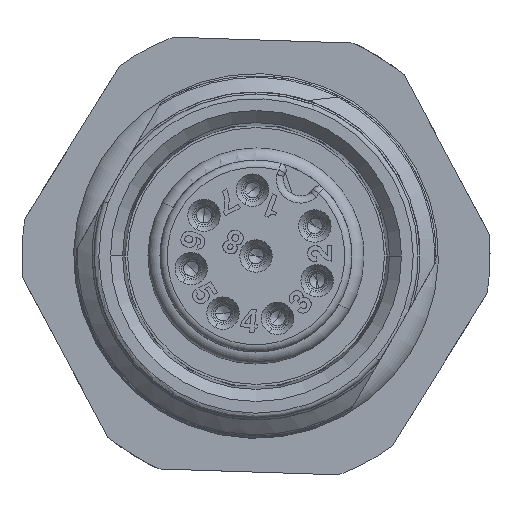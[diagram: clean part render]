
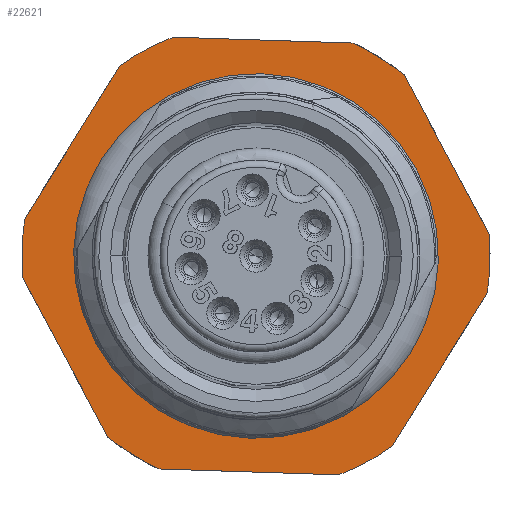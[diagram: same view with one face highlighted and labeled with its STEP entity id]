
A CAD part, front view. The second image highlights one B-rep face of the part: STEP entity #22621.
In plain terms, the highlighted planar face has unit normal (0, -1, 0).
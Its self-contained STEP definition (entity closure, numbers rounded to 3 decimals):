
#22106=CARTESIAN_POINT('',(0.,-4.22,0.));
#22107=DIRECTION('',(0.,1.,0.));
#22108=DIRECTION('',(-0.995,0.,-0.096));
#22109=AXIS2_PLACEMENT_3D('',#22106,#22107,#22108);
#22111=CARTESIAN_POINT('',(0.,-4.22,0.));
#22112=DIRECTION('',(0.,1.,0.));
#22113=DIRECTION('',(-0.999,0.,0.033));
#22114=AXIS2_PLACEMENT_3D('',#22111,#22112,#22113);
#22116=DIRECTION('',(0.528,0.,0.849));
#22117=VECTOR('',#22116,7.5);
#22118=CARTESIAN_POINT('',(-9.623,-4.22,
1.567));
#22119=LINE('',#22118,#22117);
#22120=CARTESIAN_POINT('',(0.,-4.22,0.));
#22121=DIRECTION('',(0.,1.,0.));
#22122=DIRECTION('',(-0.581,0.,0.814));
#22123=AXIS2_PLACEMENT_3D('',#22120,#22121,#22122);
#22125=DIRECTION('',(0.999,0.,-0.033));
#22126=VECTOR('',#22125,7.5);
#22127=CARTESIAN_POINT('',(-3.455,-4.22,
9.117));
#22128=LINE('',#22127,#22126);
#22129=CARTESIAN_POINT('',(0.,-4.22,0.));
#22130=DIRECTION('',(0.,1.,0.));
#22131=DIRECTION('',(0.415,0.,0.91));
#22132=AXIS2_PLACEMENT_3D('',#22129,#22130,#22131);
#22134=DIRECTION('',(0.471,0.,-0.882));
#22135=VECTOR('',#22134,7.5);
#22136=CARTESIAN_POINT('',(6.169,-4.22,
7.55));
#22137=LINE('',#22136,#22135);
#22138=CARTESIAN_POINT('',(0.,-4.22,0.));
#22139=DIRECTION('',(0.,1.,0.));
#22140=DIRECTION('',(0.995,0.,0.096));
#22141=AXIS2_PLACEMENT_3D('',#22138,#22139,#22140);
#22143=CARTESIAN_POINT('',(0.,-4.22,0.));
#22144=DIRECTION('',(0.,1.,0.));
#22145=DIRECTION('',(0.999,0.,-0.033));
#22146=AXIS2_PLACEMENT_3D('',#22143,#22144,#22145);
#22148=DIRECTION('',(-0.528,0.,-0.849));
#22149=VECTOR('',#22148,7.5);
#22150=CARTESIAN_POINT('',(9.623,-4.22,
-1.567));
#22151=LINE('',#22150,#22149);
#22152=CARTESIAN_POINT('',(0.,-4.22,0.));
#22153=DIRECTION('',(0.,1.,0.));
#22154=DIRECTION('',(0.581,0.,-0.814));
#22155=AXIS2_PLACEMENT_3D('',#22152,#22153,#22154);
#22157=DIRECTION('',(-0.999,0.,0.033));
#22158=VECTOR('',#22157,7.5);
#22159=CARTESIAN_POINT('',(3.455,-4.22,
-9.117));
#22160=LINE('',#22159,#22158);
#22161=CARTESIAN_POINT('',(0.,-4.22,0.));
#22162=DIRECTION('',(0.,1.,0.));
#22163=DIRECTION('',(-0.415,0.,-0.91));
#22164=AXIS2_PLACEMENT_3D('',#22161,#22162,#22163);
#22166=DIRECTION('',(-0.471,0.,0.882));
#22167=VECTOR('',#22166,7.5);
#22168=CARTESIAN_POINT('',(-6.169,-4.22,
-7.55));
#22169=LINE('',#22168,#22167);
#22170=CARTESIAN_POINT('',(0.,-4.22,0.));
#22171=DIRECTION('',(0.,-1.,0.));
#22172=DIRECTION('',(0.999,0.,-0.033));
#22173=AXIS2_PLACEMENT_3D('',#22170,#22171,#22172);
#22175=CARTESIAN_POINT('',(0.,-4.22,0.));
#22176=DIRECTION('',(0.,-1.,0.));
#22177=DIRECTION('',(-0.999,0.,0.033));
#22178=AXIS2_PLACEMENT_3D('',#22175,#22176,#22177);
#22452=CARTESIAN_POINT('',(5.663,-4.22,
-7.936));
#22453=VERTEX_POINT('',#22452);
#22454=CARTESIAN_POINT('',(9.623,-4.22,
-1.567));
#22455=VERTEX_POINT('',#22454);
#22488=CARTESIAN_POINT('',(-9.705,-4.22,
-0.936));
#22489=VERTEX_POINT('',#22488);
#22490=CARTESIAN_POINT('',(-6.169,-4.22,
-7.55));
#22491=VERTEX_POINT('',#22490);
#22496=CARTESIAN_POINT('',(-5.663,-4.22,
7.936));
#22497=VERTEX_POINT('',#22496);
#22498=CARTESIAN_POINT('',(-9.623,-4.22,
1.567));
#22499=VERTEX_POINT('',#22498);
#22502=CARTESIAN_POINT('',(4.041,-4.22,
8.873));
#22503=VERTEX_POINT('',#22502);
#22504=CARTESIAN_POINT('',(-3.455,-4.22,
9.117));
#22505=VERTEX_POINT('',#22504);
#22510=CARTESIAN_POINT('',(6.169,-4.22,
7.55));
#22511=VERTEX_POINT('',#22510);
#22512=CARTESIAN_POINT('',(9.705,-4.22,
0.936));
#22513=VERTEX_POINT('',#22512);
#22514=CARTESIAN_POINT('',(9.745,-4.22,
-0.318));
#22515=VERTEX_POINT('',#22514);
#22516=CARTESIAN_POINT('',(-9.745,-4.22,
0.318));
#22517=VERTEX_POINT('',#22516);
#22518=CARTESIAN_POINT('',(3.455,-4.22,
-9.117));
#22519=VERTEX_POINT('',#22518);
#22520=CARTESIAN_POINT('',(-4.041,-4.22,
-8.873));
#22521=VERTEX_POINT('',#22520);
#22522=CARTESIAN_POINT('',(7.596,-4.22,
-0.248));
#22523=CARTESIAN_POINT('',(-7.596,-4.22,
0.248));
#22524=VERTEX_POINT('',#22522);
#22525=VERTEX_POINT('',#22523);
#22582=CARTESIAN_POINT('',(0.,-4.22,0.));
#22583=DIRECTION('',(0.,1.,0.));
#22584=DIRECTION('',(0.999,0.,-0.033));
#22585=AXIS2_PLACEMENT_3D('',#22582,#22583,#22584);
#22586=PLANE('',#22585);
#22588=ORIENTED_EDGE('',*,*,#22587,.T.);
#22590=ORIENTED_EDGE('',*,*,#22589,.T.);
#22592=ORIENTED_EDGE('',*,*,#22591,.T.);
#22594=ORIENTED_EDGE('',*,*,#22593,.T.);
#22596=ORIENTED_EDGE('',*,*,#22595,.T.);
#22597=ORIENTED_EDGE('',*,*,#22575,.T.);
#22598=ORIENTED_EDGE('',*,*,#22541,.T.);
#22600=ORIENTED_EDGE('',*,*,#22599,.T.);
#22602=ORIENTED_EDGE('',*,*,#22601,.T.);
#22604=ORIENTED_EDGE('',*,*,#22603,.T.);
#22606=ORIENTED_EDGE('',*,*,#22605,.T.);
#22608=ORIENTED_EDGE('',*,*,#22607,.T.);
#22610=ORIENTED_EDGE('',*,*,#22609,.T.);
#22612=ORIENTED_EDGE('',*,*,#22611,.T.);
#22613=EDGE_LOOP('',(#22588,#22590,#22592,#22594,#22596,#22597,#22598,#22600,
#22602,#22604,#22606,#22608,#22610,#22612));
#22614=FACE_OUTER_BOUND('',#22613,.F.);
#22616=ORIENTED_EDGE('',*,*,#22615,.T.);
#22618=ORIENTED_EDGE('',*,*,#22617,.T.);
#22619=EDGE_LOOP('',(#22616,#22618));
#22620=FACE_BOUND('',#22619,.F.);
#22621=ADVANCED_FACE('',(#22614,#22620),#22586,.F.);
#22110=CIRCLE('',#22109,9.75);
#22115=CIRCLE('',#22114,9.75);
#22124=CIRCLE('',#22123,9.75);
#22133=CIRCLE('',#22132,9.75);
#22142=CIRCLE('',#22141,9.75);
#22147=CIRCLE('',#22146,9.75);
#22156=CIRCLE('',#22155,9.75);
#22165=CIRCLE('',#22164,9.75);
#22174=CIRCLE('',#22173,7.6);
#22179=CIRCLE('',#22178,7.6);
#22541=EDGE_CURVE('',#22511,#22513,#22137,.T.);
#22575=EDGE_CURVE('',#22503,#22511,#22133,.T.);
#22587=EDGE_CURVE('',#22489,#22517,#22110,.T.);
#22589=EDGE_CURVE('',#22517,#22499,#22115,.T.);
#22591=EDGE_CURVE('',#22499,#22497,#22119,.T.);
#22593=EDGE_CURVE('',#22497,#22505,#22124,.T.);
#22595=EDGE_CURVE('',#22505,#22503,#22128,.T.);
#22599=EDGE_CURVE('',#22513,#22515,#22142,.T.);
#22601=EDGE_CURVE('',#22515,#22455,#22147,.T.);
#22603=EDGE_CURVE('',#22455,#22453,#22151,.T.);
#22605=EDGE_CURVE('',#22453,#22519,#22156,.T.);
#22607=EDGE_CURVE('',#22519,#22521,#22160,.T.);
#22609=EDGE_CURVE('',#22521,#22491,#22165,.T.);
#22611=EDGE_CURVE('',#22491,#22489,#22169,.T.);
#22615=EDGE_CURVE('',#22524,#22525,#22174,.T.);
#22617=EDGE_CURVE('',#22525,#22524,#22179,.T.);
